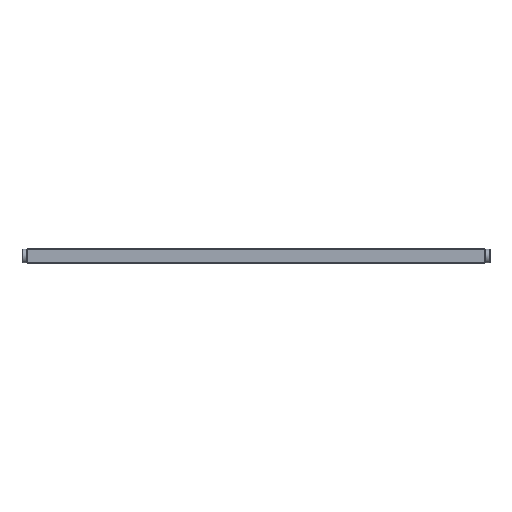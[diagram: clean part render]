
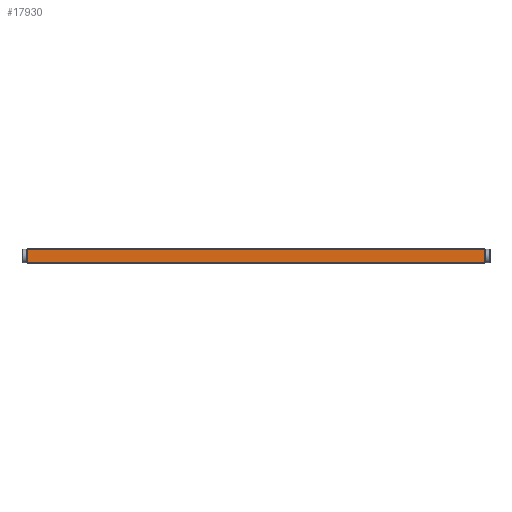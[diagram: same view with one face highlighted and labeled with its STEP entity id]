
A CAD part, front view. The second image highlights one B-rep face of the part: STEP entity #17930.
In plain terms, the highlighted planar face has unit normal (0, -1, 0).
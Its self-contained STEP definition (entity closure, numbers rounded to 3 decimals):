
#17930=ADVANCED_FACE('',(#24005),#20758,.T.);
#20758=PLANE('',#84335);
#24005=FACE_OUTER_BOUND('',#28188,.T.);
#28188=EDGE_LOOP('',(#42767,#42768,#42769,#42770));
#42767=ORIENTED_EDGE('',*,*,#62939,.T.);
#42768=ORIENTED_EDGE('',*,*,#62940,.T.);
#42769=ORIENTED_EDGE('',*,*,#62941,.T.);
#42770=ORIENTED_EDGE('',*,*,#62942,.T.);
#54181=VERTEX_POINT('',#118583);
#54182=VERTEX_POINT('',#118584);
#54183=VERTEX_POINT('',#118586);
#54184=VERTEX_POINT('',#118588);
#62939=EDGE_CURVE('',#54181,#54182,#70401,.T.);
#62940=EDGE_CURVE('',#54182,#54183,#70402,.T.);
#62941=EDGE_CURVE('',#54183,#54184,#70403,.T.);
#62942=EDGE_CURVE('',#54184,#54181,#70404,.T.);
#70401=LINE('',#118582,#76941);
#70402=LINE('',#118585,#76942);
#70403=LINE('',#118587,#76943);
#70404=LINE('',#118589,#76944);
#76941=VECTOR('',#99570,1.);
#76942=VECTOR('',#99571,1.);
#76943=VECTOR('',#99572,1.);
#76944=VECTOR('',#99573,1.);
#84335=AXIS2_PLACEMENT_3D('',#118590,#99574,#99575);
#99570=DIRECTION('',(0.,0.,-1.));
#99571=DIRECTION('',(1.,0.,0.));
#99572=DIRECTION('',(0.,0.,1.));
#99573=DIRECTION('',(-1.,0.,0.));
#99574=DIRECTION('',(0.,-1.,0.));
#99575=DIRECTION('',(0.,0.,1.));
#118582=CARTESIAN_POINT('',(0.4,0.,0.));
#118583=CARTESIAN_POINT('',(0.4,0.,7.575));
#118584=CARTESIAN_POINT('',(0.4,0.,0.425));
#118585=CARTESIAN_POINT('',(124.85,0.,0.425));
#118586=CARTESIAN_POINT('',(249.3,0.,0.425));
#118587=CARTESIAN_POINT('',(249.3,0.,0.));
#118588=CARTESIAN_POINT('',(249.3,0.,7.575));
#118589=CARTESIAN_POINT('',(124.85,0.,7.575));
#118590=CARTESIAN_POINT('',(124.85,0.,0.));
